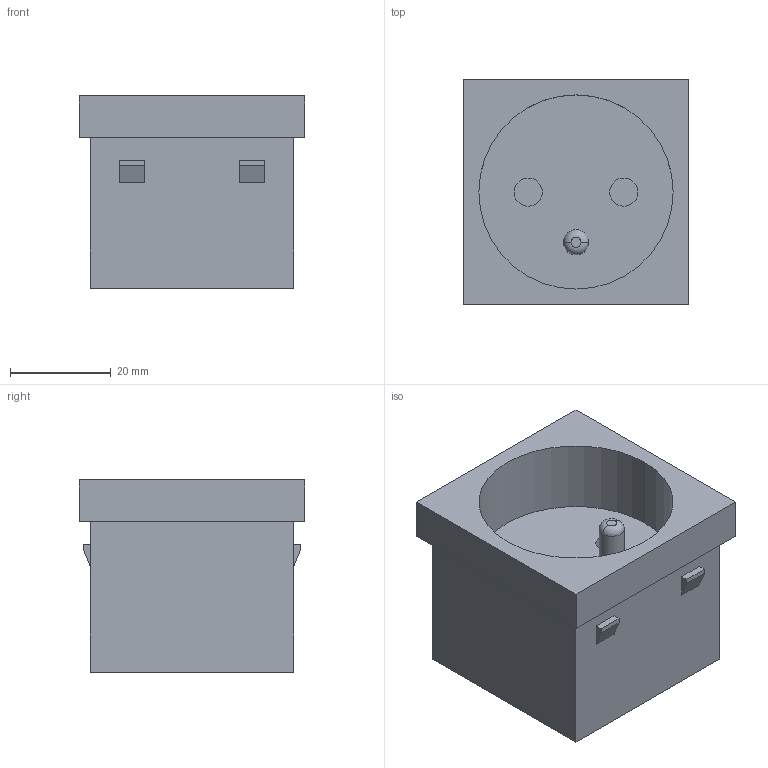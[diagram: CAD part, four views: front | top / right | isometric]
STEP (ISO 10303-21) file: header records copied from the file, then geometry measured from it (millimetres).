
FILE_DESCRIPTION(('CATIA V5 STEP Exchange','CAx-IF Rec.Pracs.--- Model Styling and Organization---1.4--- 2014-01-23'),'2;1');
FILE_NAME ('433126-1_1', '2019-03-25T09:35:53+00:00', ('none'), ('Weidmueller'), 'CATIA Version 5-6 Release 2016 SP3 HF44', 'CATIA V5 STEP AP214', 'none');
FILE_SCHEMA(('AUTOMOTIVE_DESIGN { 1 0 10303 214 1 1 1 1 }'));
Length unit declared in the file: millimetre
Products named in the file (1): 2426700000
Bounding box: 44.8 x 44.8 x 38.2 mm (x, y, z)
Volume: 48326 mm3; surface area: 12570.5 mm2
Topology: 1 solids, 1 shells, 45 faces, 100 edges, 66 vertices
Faces by surface type: plane 35, cylinder 8, torus 2
Entity records: 1180 total; most frequent: CARTESIAN_POINT 208, ORIENTED_EDGE 200, DIRECTION 146, EDGE_CURVE 100, VECTOR 68, LINE 68, VERTEX_POINT 66, EDGE_LOOP 54
